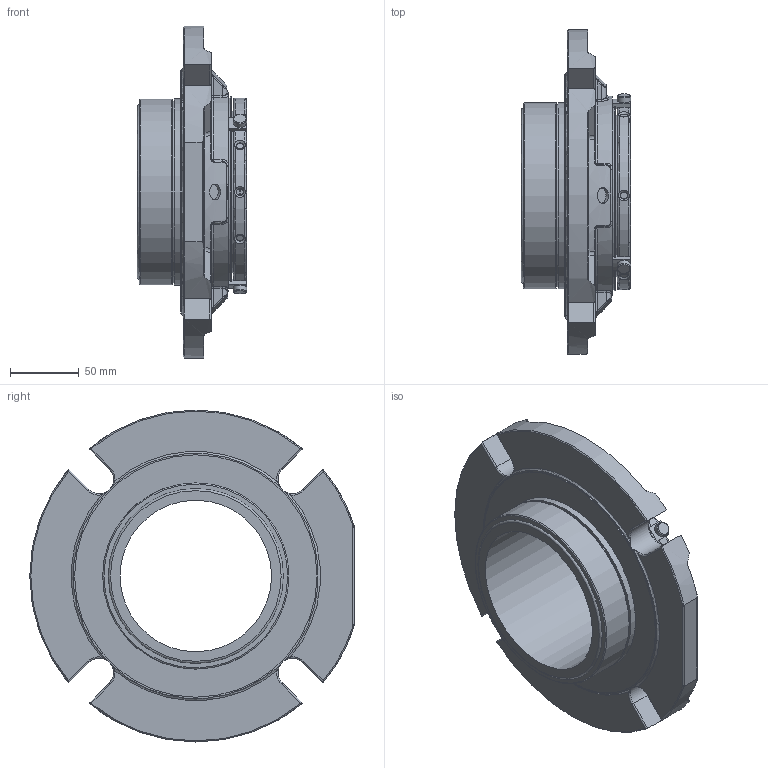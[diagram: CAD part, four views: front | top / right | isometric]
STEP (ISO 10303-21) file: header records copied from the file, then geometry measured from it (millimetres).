
FILE_DESCRIPTION(/* description */ ('Unknown'),/* implementation_level */ '2;1');
FILE_NAME(/* name */ '110mm',/* time_stamp */ '2023-02-14T13:45:50+00:00',/* author */ ('Unknown'),/* organization */ ('Unknown'),/* preprocessor_version */ 'ST-DEVELOPER v16.7',/* originating_system */ 'Solid Edge',/* authorisation */ 'Unknown');
FILE_SCHEMA (('AUTOMOTIVE_DESIGN {1 0 10303 214 3 1 1}'));
Length unit declared in the file: millimetre
Products named in the file (1): 110mm
Bounding box: 79.63 x 235.52 x 241.05 mm (x, y, z)
Volume: 956082.6 mm3; surface area: 147035.2 mm2
Topology: 1 solids, 1 shells, 632 faces, 1659 edges, 1044 vertices
Faces by surface type: plane 220, cylinder 161, bspline 91, torus 84, sphere 40, cone 36
Full cylindrical faces by diameter (mm): 3.761 x1, 5 x2, 6 x3, 10 x3, 11.379 x3, 110.007 x1, 117.45 x1, 125.4 x1, 126.975 x1, 132.029 x1, 134.925 x1, 135.255 x1, 136.474 x1, 137.998 x1, 176 x1
Entity records: 26690 total; most frequent: CARTESIAN_POINT 7946, ORIENTED_EDGE 3118, DIRECTION 2733, EDGE_CURVE 1559, AXIS2_PLACEMENT_3D 1098, VERTEX_POINT 1002, EDGE_LOOP 743, FACE_BOUND 743
